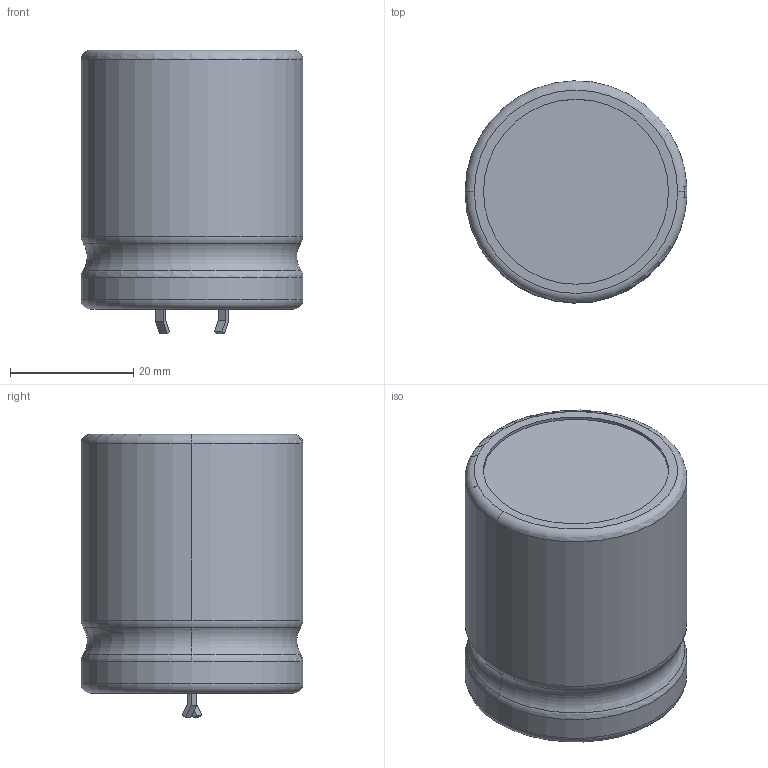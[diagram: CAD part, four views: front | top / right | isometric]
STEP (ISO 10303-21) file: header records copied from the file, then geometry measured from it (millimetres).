
FILE_DESCRIPTION((''),'2;1');
FILE_NAME('CAPPR1000-3600X4200.stp','2013-10-16T15:29:49',(''),(''),'Mechanical Desktop 2011','Mechanical Desktop 2011',', , ');
FILE_SCHEMA(('AUTOMOTIVE_DESIGN { 1 2 10303 214 1 1 1 1 }'));
Length unit declared in the file: millimetre
Products named in the file (1): Product
Bounding box: 36 x 35.99 x 46 mm (x, y, z)
Volume: 41536.1 mm3; surface area: 14907.4 mm2
Topology: 9 solids, 9 shells, 94 faces, 225 edges, 149 vertices
Faces by surface type: plane 51, cylinder 22, torus 13, bspline 8
Entity records: 2828 total; most frequent: DIRECTION 500, CARTESIAN_POINT 493, ORIENTED_EDGE 450, EDGE_CURVE 225, AXIS2_PLACEMENT_3D 188, VERTEX_POINT 149, VECTOR 124, LINE 124
